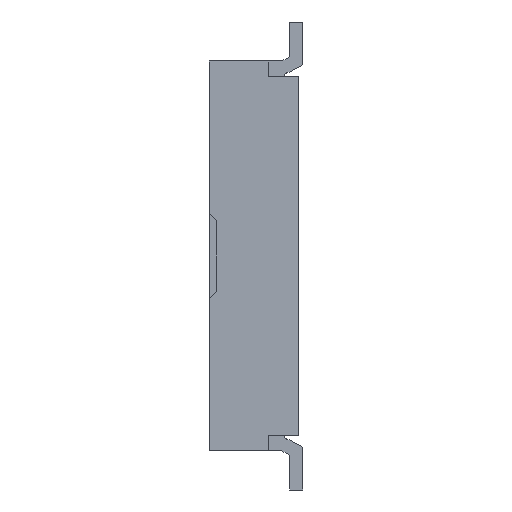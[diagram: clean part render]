
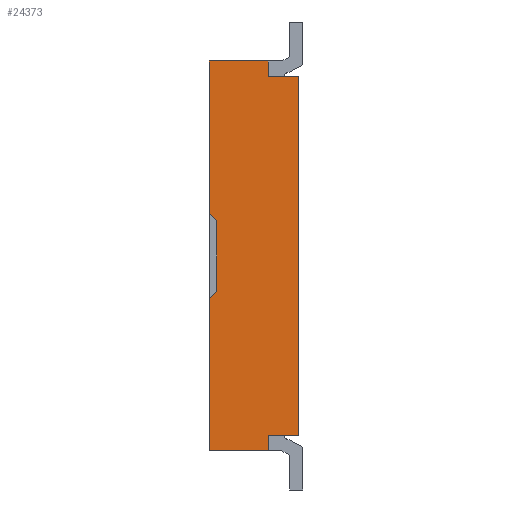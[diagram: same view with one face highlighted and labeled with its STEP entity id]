
A CAD part, left-side view. The second image highlights one B-rep face of the part: STEP entity #24373.
In plain terms, the highlighted planar face has unit normal (-1, 0, 0).
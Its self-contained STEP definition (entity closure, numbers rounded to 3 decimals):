
#9=DIRECTION('',(0.,-1.,0.));
#10=VECTOR('',#9,0.76);
#11=CARTESIAN_POINT('',(-5.05,0.575,2.5));
#12=LINE('',#11,#10);
#3225=DIRECTION('',(0.,-1.,0.));
#3226=VECTOR('',#3225,0.76);
#3227=CARTESIAN_POINT('',(-5.05,0.575,-2.5));
#3228=LINE('',#3227,#3226);
#7665=DIRECTION('',(0.,1.,0.));
#7666=VECTOR('',#7665,0.39);
#7667=CARTESIAN_POINT('',(-5.05,-0.575,2.3));
#7668=LINE('',#7667,#7666);
#7669=DIRECTION('',(0.,1.,0.));
#7670=VECTOR('',#7669,0.39);
#7671=CARTESIAN_POINT('',(-5.05,-0.575,-2.3));
#7672=LINE('',#7671,#7670);
#7673=DIRECTION('',(0.,0.,1.));
#7674=VECTOR('',#7673,0.2);
#7675=CARTESIAN_POINT('',(-5.05,-0.185,-2.5));
#7676=LINE('',#7675,#7674);
#7677=DIRECTION('',(0.,0.,-1.));
#7678=VECTOR('',#7677,1.95);
#7679=CARTESIAN_POINT('',(-5.05,0.575,-0.55));
#7680=LINE('',#7679,#7678);
#7681=DIRECTION('',(0.,0.707,-0.707));
#7682=VECTOR('',#7681,0.141);
#7683=CARTESIAN_POINT('',(-5.05,0.475,-0.45));
#7684=LINE('',#7683,#7682);
#7685=DIRECTION('',(0.,0.,1.));
#7686=VECTOR('',#7685,0.9);
#7687=CARTESIAN_POINT('',(-5.05,0.475,-0.45));
#7688=LINE('',#7687,#7686);
#7689=DIRECTION('',(0.,-0.707,-0.707));
#7690=VECTOR('',#7689,0.141);
#7691=CARTESIAN_POINT('',(-5.05,0.575,0.55));
#7692=LINE('',#7691,#7690);
#7693=DIRECTION('',(0.,0.,-1.));
#7694=VECTOR('',#7693,1.95);
#7695=CARTESIAN_POINT('',(-5.05,0.575,2.5));
#7696=LINE('',#7695,#7694);
#7697=DIRECTION('',(0.,0.,-1.));
#7698=VECTOR('',#7697,0.2);
#7699=CARTESIAN_POINT('',(-5.05,-0.185,2.5));
#7700=LINE('',#7699,#7698);
#8193=DIRECTION('',(0.,0.,-1.));
#8194=VECTOR('',#8193,4.6);
#8195=CARTESIAN_POINT('',(-5.05,-0.575,2.3));
#8196=LINE('',#8195,#8194);
#10394=CARTESIAN_POINT('',(-5.05,0.575,2.5));
#10396=VERTEX_POINT('',#10394);
#10398=CARTESIAN_POINT('',(-5.05,0.575,-2.5));
#10400=VERTEX_POINT('',#10398);
#10465=CARTESIAN_POINT('',(-5.05,-0.575,2.3));
#10466=CARTESIAN_POINT('',(-5.05,-0.185,2.3));
#10467=VERTEX_POINT('',#10465);
#10468=VERTEX_POINT('',#10466);
#10469=CARTESIAN_POINT('',(-5.05,-0.185,2.5));
#10470=VERTEX_POINT('',#10469);
#10471=CARTESIAN_POINT('',(-5.05,-0.185,-2.5));
#10472=CARTESIAN_POINT('',(-5.05,-0.185,-2.3));
#10473=VERTEX_POINT('',#10471);
#10474=VERTEX_POINT('',#10472);
#10475=CARTESIAN_POINT('',(-5.05,-0.575,-2.3));
#10476=VERTEX_POINT('',#10475);
#10617=CARTESIAN_POINT('',(-5.05,0.575,0.55));
#10618=CARTESIAN_POINT('',(-5.05,0.475,0.45));
#10619=VERTEX_POINT('',#10617);
#10620=VERTEX_POINT('',#10618);
#10621=CARTESIAN_POINT('',(-5.05,0.475,-0.45));
#10622=CARTESIAN_POINT('',(-5.05,0.575,-0.55));
#10623=VERTEX_POINT('',#10621);
#10624=VERTEX_POINT('',#10622);
#24353=CARTESIAN_POINT('',(-5.05,0.575,2.5));
#24354=DIRECTION('',(-1.,0.,0.));
#24355=DIRECTION('',(0.,-1.,0.));
#24356=AXIS2_PLACEMENT_3D('',#24353,#24354,#24355);
#24357=PLANE('',#24356);
#24358=ORIENTED_EDGE('',*,*,#16283,.F.);
#24360=ORIENTED_EDGE('',*,*,#24359,.T.);
#24361=ORIENTED_EDGE('',*,*,#15671,.T.);
#24362=ORIENTED_EDGE('',*,*,#15640,.F.);
#24363=ORIENTED_EDGE('',*,*,#16909,.F.);
#24364=ORIENTED_EDGE('',*,*,#14377,.F.);
#24365=ORIENTED_EDGE('',*,*,#24346,.F.);
#24366=ORIENTED_EDGE('',*,*,#24236,.T.);
#24367=ORIENTED_EDGE('',*,*,#24279,.F.);
#24368=ORIENTED_EDGE('',*,*,#14349,.F.);
#24369=ORIENTED_EDGE('',*,*,#13664,.T.);
#24370=ORIENTED_EDGE('',*,*,#14004,.T.);
#24371=EDGE_LOOP('',(#24358,#24360,#24361,#24362,#24363,#24364,#24365,#24366,
#24367,#24368,#24369,#24370));
#24372=FACE_OUTER_BOUND('',#24371,.F.);
#24373=ADVANCED_FACE('',(#24372),#24357,.T.);
#13664=EDGE_CURVE('',#10396,#10470,#12,.T.);
#14004=EDGE_CURVE('',#10470,#10468,#7700,.T.);
#14349=EDGE_CURVE('',#10396,#10619,#7696,.T.);
#14377=EDGE_CURVE('',#10624,#10400,#7680,.T.);
#15640=EDGE_CURVE('',#10473,#10474,#7676,.T.);
#15671=EDGE_CURVE('',#10476,#10474,#7672,.T.);
#16283=EDGE_CURVE('',#10467,#10468,#7668,.T.);
#16909=EDGE_CURVE('',#10400,#10473,#3228,.T.);
#24236=EDGE_CURVE('',#10623,#10620,#7688,.T.);
#24279=EDGE_CURVE('',#10619,#10620,#7692,.T.);
#24346=EDGE_CURVE('',#10623,#10624,#7684,.T.);
#24359=EDGE_CURVE('',#10467,#10476,#8196,.T.);
